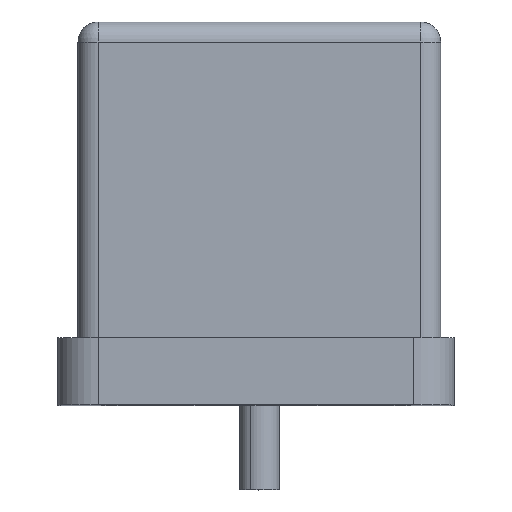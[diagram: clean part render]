
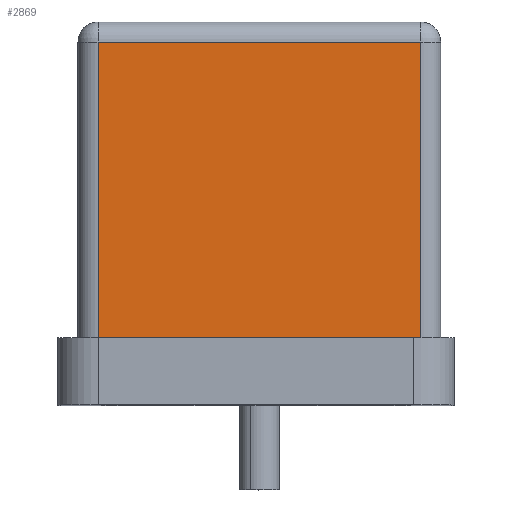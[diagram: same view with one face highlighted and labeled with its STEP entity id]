
A CAD part, top view. The second image highlights one B-rep face of the part: STEP entity #2869.
In plain terms, the highlighted face is planar.
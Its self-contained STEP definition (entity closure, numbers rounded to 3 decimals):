
#2869=ADVANCED_FACE('',(#4442),#3695,.F.);
#3695=PLANE('',#20001);
#4442=FACE_OUTER_BOUND('',#5396,.T.);
#5396=EDGE_LOOP('',(#7788,#7789,#7790,#7791));
#7788=ORIENTED_EDGE('',*,*,#14108,.F.);
#7789=ORIENTED_EDGE('',*,*,#14109,.T.);
#7790=ORIENTED_EDGE('',*,*,#14110,.T.);
#7791=ORIENTED_EDGE('',*,*,#14111,.T.);
#12170=VERTEX_POINT('',#28634);
#12171=VERTEX_POINT('',#28635);
#12172=VERTEX_POINT('',#28637);
#12173=VERTEX_POINT('',#28639);
#14108=EDGE_CURVE('',#12170,#12171,#16315,.T.);
#14109=EDGE_CURVE('',#12170,#12172,#16316,.T.);
#14110=EDGE_CURVE('',#12172,#12173,#16317,.T.);
#14111=EDGE_CURVE('',#12173,#12171,#16318,.T.);
#16315=LINE('',#28633,#18278);
#16316=LINE('',#28636,#18279);
#16317=LINE('',#28638,#18280);
#16318=LINE('',#28640,#18281);
#18278=VECTOR('',#22357,1.);
#18279=VECTOR('',#22358,1.);
#18280=VECTOR('',#22359,1.);
#18281=VECTOR('',#22360,1.);
#20001=AXIS2_PLACEMENT_3D('',#28641,#22361,#22362);
#22357=DIRECTION('',(0.,0.,-1.));
#22358=DIRECTION('',(0.,1.,0.));
#22359=DIRECTION('',(0.,0.,-1.));
#22360=DIRECTION('',(0.,-1.,0.));
#22361=DIRECTION('',(1.,0.,0.));
#22362=DIRECTION('',(0.,-1.,0.));
#28633=CARTESIAN_POINT('',(-13.5,-13.5,27.));
#28634=CARTESIAN_POINT('',(-13.5,-13.5,25.5));
#28635=CARTESIAN_POINT('',(-13.5,-13.5,1.5));
#28636=CARTESIAN_POINT('',(-13.5,13.5,25.5));
#28637=CARTESIAN_POINT('',(-13.5,12.,25.5));
#28638=CARTESIAN_POINT('',(-13.5,12.,27.));
#28639=CARTESIAN_POINT('',(-13.5,12.,1.5));
#28640=CARTESIAN_POINT('',(-13.5,13.5,1.5));
#28641=CARTESIAN_POINT('',(-13.5,13.5,27.));
